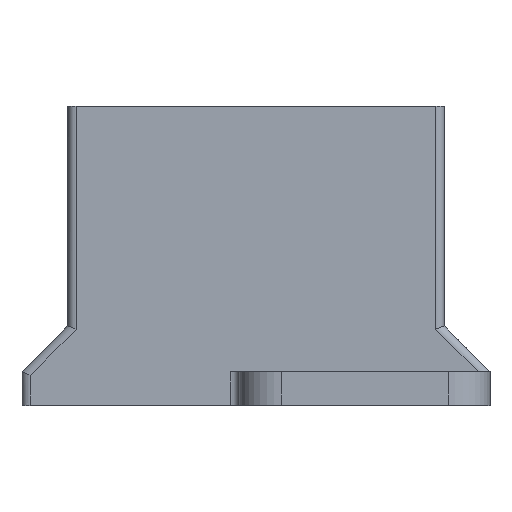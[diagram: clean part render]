
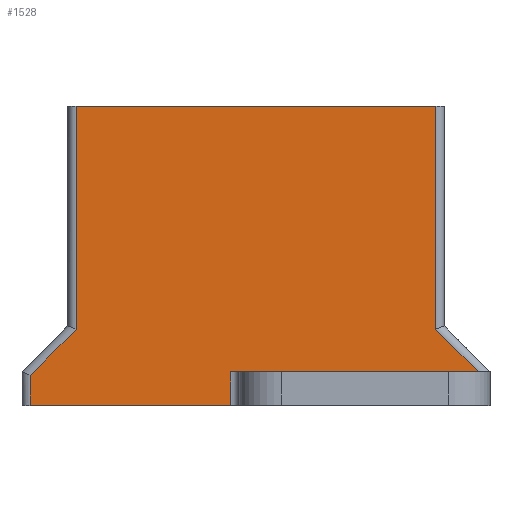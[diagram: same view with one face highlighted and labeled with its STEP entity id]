
A CAD part, top view. The second image highlights one B-rep face of the part: STEP entity #1528.
In plain terms, the highlighted planar face has unit normal (0, 0, 1).
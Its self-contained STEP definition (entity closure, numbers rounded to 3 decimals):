
#79 = CARTESIAN_POINT ( 'NONE',  ( 49.5, 9.086, 0. ) ) ;
#90 = CARTESIAN_POINT ( 'NONE',  ( 0., 4., 0. ) ) ;
#170 = EDGE_CURVE ( 'NONE', #1657, #1125, #498, .T. ) ;
#172 = ORIENTED_EDGE ( 'NONE', *, *, #1183, .T. ) ;
#279 = VERTEX_POINT ( 'NONE', #767 ) ;
#320 = DIRECTION ( 'NONE',  ( 0., -1., 0. ) ) ;
#436 = LINE ( 'NONE', #1138, #715 ) ;
#453 = LINE ( 'NONE', #1300, #1383 ) ;
#483 = CARTESIAN_POINT ( 'NONE',  ( 54.586, 4., 0. ) ) ;
#486 = DIRECTION ( 'NONE',  ( 0., 1., 0. ) ) ;
#498 = LINE ( 'NONE', #1430, #1431 ) ;
#523 = CARTESIAN_POINT ( 'NONE',  ( 1., 0., 0. ) ) ;
#530 = EDGE_CURVE ( 'NONE', #2276, #2127, #2267, .T. ) ;
#634 = DIRECTION ( 'NONE',  ( 0., 0., -1. ) ) ;
#642 = VECTOR ( 'NONE', #1240, 1000. ) ;
#643 = DIRECTION ( 'NONE',  ( 0., 1., 0. ) ) ;
#658 = VECTOR ( 'NONE', #486, 1000. ) ;
#671 = CARTESIAN_POINT ( 'NONE',  ( 1., 4., 0. ) ) ;
#715 = VECTOR ( 'NONE', #1872, 1000. ) ;
#767 = CARTESIAN_POINT ( 'NONE',  ( 6.5, 35.8, 0. ) ) ;
#778 = DIRECTION ( 'NONE',  ( -1., 0., 0. ) ) ;
#783 = DIRECTION ( 'NONE',  ( 1., 0., 0. ) ) ;
#851 = CARTESIAN_POINT ( 'NONE',  ( 49.5, 35.8, 0. ) ) ;
#852 = VECTOR ( 'NONE', #643, 1000. ) ;
#869 = LINE ( 'NONE', #2298, #658 ) ;
#1031 = ORIENTED_EDGE ( 'NONE', *, *, #1972, .T. ) ;
#1048 = ORIENTED_EDGE ( 'NONE', *, *, #170, .T. ) ;
#1092 = CARTESIAN_POINT ( 'NONE',  ( 49.5, 35.8, 0. ) ) ;
#1125 = VERTEX_POINT ( 'NONE', #79 ) ;
#1138 = CARTESIAN_POINT ( 'NONE',  ( 0.707, 3.293, 0. ) ) ;
#1151 = VERTEX_POINT ( 'NONE', #1390 ) ;
#1153 = LINE ( 'NONE', #1490, #1323 ) ;
#1166 = DIRECTION ( 'NONE',  ( 0., -1., 0. ) ) ;
#1183 = EDGE_CURVE ( 'NONE', #2260, #1151, #869, .T. ) ;
#1240 = DIRECTION ( 'NONE',  ( -1., 0., 0. ) ) ;
#1300 = CARTESIAN_POINT ( 'NONE',  ( 5.5, 35.8, 0. ) ) ;
#1307 = FACE_OUTER_BOUND ( 'NONE', #1532, .T. ) ;
#1323 = VECTOR ( 'NONE', #1166, 1000. ) ;
#1382 = VERTEX_POINT ( 'NONE', #1092 ) ;
#1383 = VECTOR ( 'NONE', #783, 1000. ) ;
#1390 = CARTESIAN_POINT ( 'NONE',  ( 25., 4., 0. ) ) ;
#1430 = CARTESIAN_POINT ( 'NONE',  ( 49.793, 8.793, 0. ) ) ;
#1431 = VECTOR ( 'NONE', #1609, 1000. ) ;
#1444 = ORIENTED_EDGE ( 'NONE', *, *, #530, .T. ) ;
#1461 = EDGE_CURVE ( 'NONE', #279, #1900, #1153, .T. ) ;
#1479 = CARTESIAN_POINT ( 'NONE',  ( 0., 0., 0. ) ) ;
#1490 = CARTESIAN_POINT ( 'NONE',  ( 6.5, 9.5, 0. ) ) ;
#1503 = PLANE ( 'NONE',  #1933 ) ;
#1509 = VECTOR ( 'NONE', #1703, 1000. ) ;
#1528 = ADVANCED_FACE ( 'NONE', ( #1307 ), #1503, .F. ) ;
#1532 = EDGE_LOOP ( 'NONE', ( #2236, #172, #1672, #1048, #1031, #1967, #1564, #2247, #1444 ) ) ;
#1551 = EDGE_CURVE ( 'NONE', #2127, #2260, #1861, .T. ) ;
#1564 = ORIENTED_EDGE ( 'NONE', *, *, #1461, .T. ) ;
#1609 = DIRECTION ( 'NONE',  ( -0.707, 0.707, 0. ) ) ;
#1657 = VERTEX_POINT ( 'NONE', #483 ) ;
#1672 = ORIENTED_EDGE ( 'NONE', *, *, #1754, .F. ) ;
#1703 = DIRECTION ( 'NONE',  ( 1., 0., 0. ) ) ;
#1754 = EDGE_CURVE ( 'NONE', #1657, #1151, #1832, .T. ) ;
#1815 = VECTOR ( 'NONE', #320, 1000. ) ;
#1832 = LINE ( 'NONE', #2186, #642 ) ;
#1861 = LINE ( 'NONE', #1479, #1509 ) ;
#1868 = CARTESIAN_POINT ( 'NONE',  ( 25., 0., 0. ) ) ;
#1869 = EDGE_CURVE ( 'NONE', #1900, #2276, #436, .T. ) ;
#1872 = DIRECTION ( 'NONE',  ( -0.707, -0.707, 0. ) ) ;
#1900 = VERTEX_POINT ( 'NONE', #2283 ) ;
#1933 = AXIS2_PLACEMENT_3D ( 'NONE', #90, #634, #778 ) ;
#1967 = ORIENTED_EDGE ( 'NONE', *, *, #2246, .F. ) ;
#1972 = EDGE_CURVE ( 'NONE', #1125, #1382, #2124, .T. ) ;
#2124 = LINE ( 'NONE', #851, #852 ) ;
#2127 = VERTEX_POINT ( 'NONE', #523 ) ;
#2186 = CARTESIAN_POINT ( 'NONE',  ( 56., 4., 0. ) ) ;
#2221 = CARTESIAN_POINT ( 'NONE',  ( 1., 3.586, 0. ) ) ;
#2236 = ORIENTED_EDGE ( 'NONE', *, *, #1551, .T. ) ;
#2246 = EDGE_CURVE ( 'NONE', #279, #1382, #453, .T. ) ;
#2247 = ORIENTED_EDGE ( 'NONE', *, *, #1869, .T. ) ;
#2260 = VERTEX_POINT ( 'NONE', #1868 ) ;
#2267 = LINE ( 'NONE', #671, #1815 ) ;
#2276 = VERTEX_POINT ( 'NONE', #2221 ) ;
#2283 = CARTESIAN_POINT ( 'NONE',  ( 6.5, 9.086, 0. ) ) ;
#2298 = CARTESIAN_POINT ( 'NONE',  ( 25., 4., 0. ) ) ;
